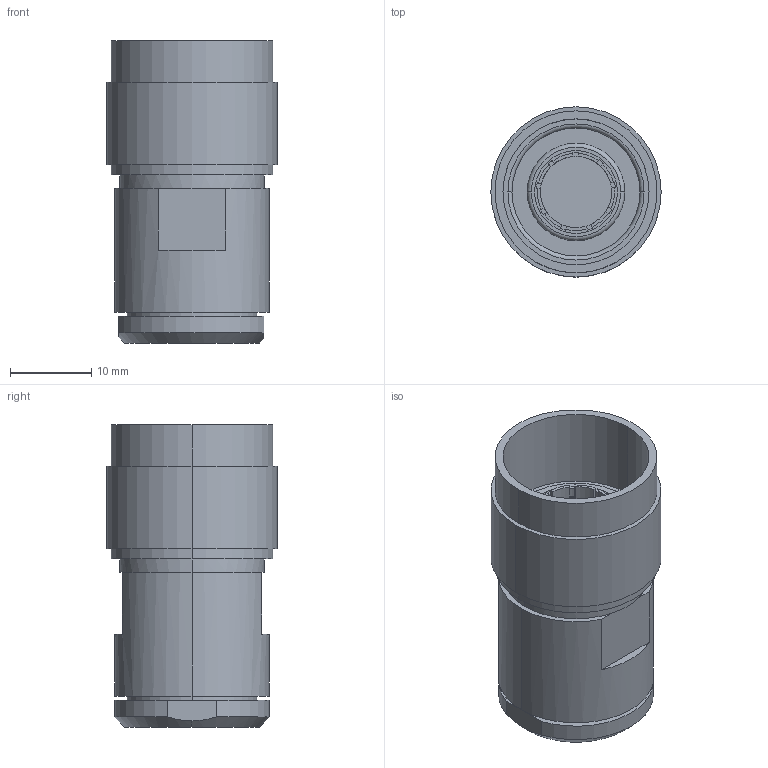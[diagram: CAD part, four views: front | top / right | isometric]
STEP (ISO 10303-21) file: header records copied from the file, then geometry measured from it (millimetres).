
FILE_DESCRIPTION (( 'STEP AP203' ), '1' );
FILE_NAME ('A0675-1-CN.STEP', '2013-11-07T13:54:28', ( '' ), ( '' ), 'SwSTEP 2.0', 'SolidWorks 2012', '' );
FILE_SCHEMA (( 'CONFIG_CONTROL_DESIGN' ));
Length unit declared in the file: inch
Products named in the file (1): A0675-1-CN
Bounding box: 20.95 x 20.95 x 37.21 mm (x, y, z)
Volume: 8356.5 mm3; surface area: 4178.6 mm2
Topology: 1 solids, 1 shells, 107 faces, 277 edges, 182 vertices
Faces by surface type: plane 67, cylinder 34, torus 4, cone 2
Entity records: 3388 total; most frequent: CARTESIAN_POINT 593, DIRECTION 593, ORIENTED_EDGE 554, EDGE_CURVE 277, AXIS2_PLACEMENT_3D 212, VERTEX_POINT 182, VECTOR 169, LINE 169
